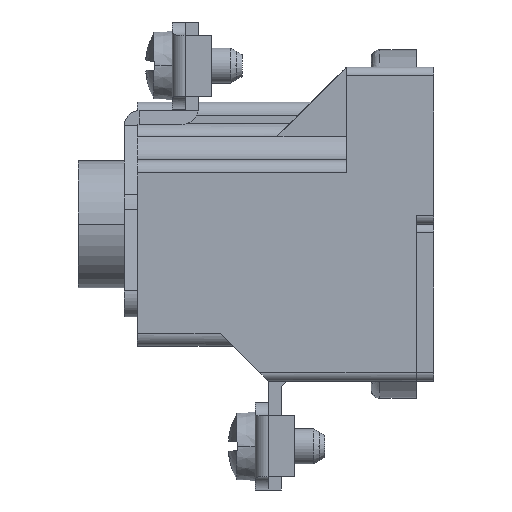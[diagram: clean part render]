
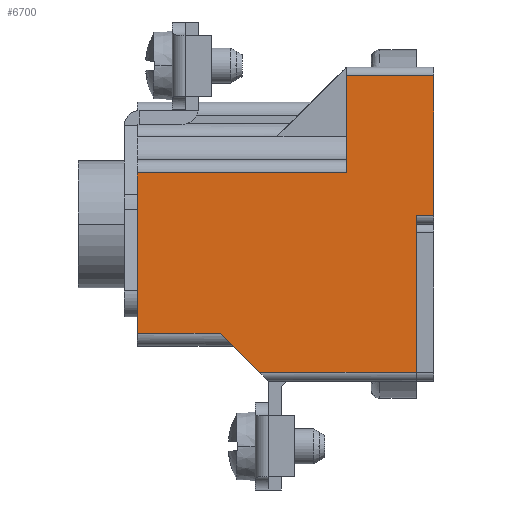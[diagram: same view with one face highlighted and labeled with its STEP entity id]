
A CAD part, left-side view. The second image highlights one B-rep face of the part: STEP entity #6700.
In plain terms, the highlighted planar face has unit normal (-1, 0, 0).
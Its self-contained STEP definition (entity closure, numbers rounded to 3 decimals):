
#787=DIRECTION('',(0.,0.,-1.));
#788=VECTOR('',#787,18.36);
#789=CARTESIAN_POINT('',(-40.4,34.,5.86));
#790=LINE('',#789,#788);
#1463=CARTESIAN_POINT('',(-40.4,20.,-17.));
#1468=DIRECTION('',(0.,-1.,0.));
#1469=VECTOR('',#1468,18.);
#1470=CARTESIAN_POINT('',(-40.4,20.,-17.));
#1471=LINE('',#1470,#1469);
#1503=DIRECTION('',(0.,-1.,0.));
#1504=VECTOR('',#1503,9.5);
#1505=CARTESIAN_POINT('',(-40.4,34.,-12.5));
#1506=LINE('',#1505,#1504);
#1510=CARTESIAN_POINT('',(-40.4,24.5,-12.5));
#1522=DIRECTION('',(0.,0.,-1.));
#1523=VECTOR('',#1522,18.);
#1524=CARTESIAN_POINT('',(-40.4,2.,1.));
#1525=LINE('',#1524,#1523);
#1529=DIRECTION('',(0.,0.707,0.707));
#1530=VECTOR('',#1529,6.364);
#1531=CARTESIAN_POINT('',(-40.4,20.,-17.));
#1532=LINE('',#1531,#1530);
#1536=DIRECTION('',(0.,0.,1.));
#1537=VECTOR('',#1536,11.14);
#1538=CARTESIAN_POINT('',(-40.4,10.,5.86));
#1539=LINE('',#1538,#1537);
#1543=DIRECTION('',(0.,0.,-1.));
#1544=VECTOR('',#1543,16.);
#1545=CARTESIAN_POINT('',(-40.4,0.,17.));
#1546=LINE('',#1545,#1544);
#1557=DIRECTION('',(0.,-1.,0.));
#1558=VECTOR('',#1557,2.);
#1559=CARTESIAN_POINT('',(-40.4,2.,1.));
#1560=LINE('',#1559,#1558);
#3178=DIRECTION('',(0.,1.,0.));
#3179=VECTOR('',#3178,24.);
#3180=CARTESIAN_POINT('',(-40.4,10.,5.86));
#3181=LINE('',#3180,#3179);
#3185=DIRECTION('',(0.,1.,0.));
#3186=VECTOR('',#3185,10.);
#3187=CARTESIAN_POINT('',(-40.4,0.,17.));
#3188=LINE('',#3187,#3186);
#4983=CARTESIAN_POINT('',(-40.4,34.,5.86));
#4984=VERTEX_POINT('',#4983);
#4985=CARTESIAN_POINT('',(-40.4,34.,-12.5));
#4986=VERTEX_POINT('',#4985);
#5141=VERTEX_POINT('',#1463);
#5142=CARTESIAN_POINT('',(-40.4,2.,-17.));
#5143=VERTEX_POINT('',#5142);
#5148=VERTEX_POINT('',#1510);
#5152=CARTESIAN_POINT('',(-40.4,2.,1.));
#5153=CARTESIAN_POINT('',(-40.4,0.,1.));
#5154=VERTEX_POINT('',#5152);
#5155=VERTEX_POINT('',#5153);
#5156=CARTESIAN_POINT('',(-40.4,10.,5.86));
#5157=VERTEX_POINT('',#5156);
#5158=CARTESIAN_POINT('',(-40.4,10.,17.));
#5159=VERTEX_POINT('',#5158);
#5160=CARTESIAN_POINT('',(-40.4,0.,17.));
#5161=VERTEX_POINT('',#5160);
#6677=CARTESIAN_POINT('',(-40.4,0.,-18.));
#6678=DIRECTION('',(-1.,0.,0.));
#6679=DIRECTION('',(0.,0.,1.));
#6680=AXIS2_PLACEMENT_3D('',#6677,#6678,#6679);
#6681=PLANE('',#6680);
#6683=ORIENTED_EDGE('',*,*,#6682,.F.);
#6685=ORIENTED_EDGE('',*,*,#6684,.T.);
#6686=ORIENTED_EDGE('',*,*,#6593,.F.);
#6687=ORIENTED_EDGE('',*,*,#6616,.T.);
#6688=ORIENTED_EDGE('',*,*,#6664,.F.);
#6689=ORIENTED_EDGE('',*,*,#6103,.F.);
#6691=ORIENTED_EDGE('',*,*,#6690,.F.);
#6693=ORIENTED_EDGE('',*,*,#6692,.T.);
#6695=ORIENTED_EDGE('',*,*,#6694,.F.);
#6697=ORIENTED_EDGE('',*,*,#6696,.T.);
#6698=EDGE_LOOP('',(#6683,#6685,#6686,#6687,#6688,#6689,#6691,#6693,#6695,
#6697));
#6699=FACE_OUTER_BOUND('',#6698,.F.);
#6103=EDGE_CURVE('',#4984,#4986,#790,.T.);
#6593=EDGE_CURVE('',#5141,#5143,#1471,.T.);
#6616=EDGE_CURVE('',#5141,#5148,#1532,.T.);
#6664=EDGE_CURVE('',#4986,#5148,#1506,.T.);
#6682=EDGE_CURVE('',#5154,#5155,#1560,.T.);
#6684=EDGE_CURVE('',#5154,#5143,#1525,.T.);
#6690=EDGE_CURVE('',#5157,#4984,#3181,.T.);
#6692=EDGE_CURVE('',#5157,#5159,#1539,.T.);
#6694=EDGE_CURVE('',#5161,#5159,#3188,.T.);
#6696=EDGE_CURVE('',#5161,#5155,#1546,.T.);
#6700=ADVANCED_FACE('',(#6699),#6681,.T.);
